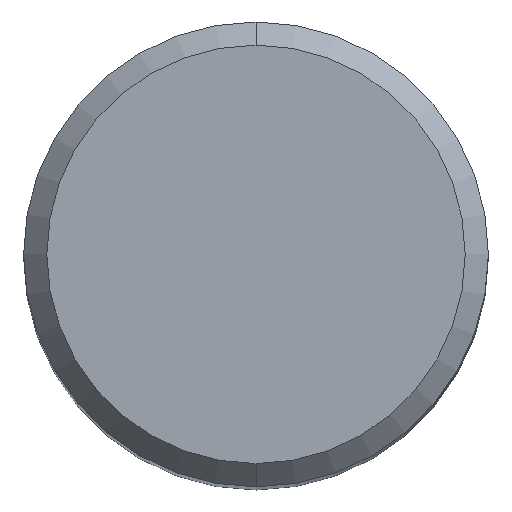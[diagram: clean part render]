
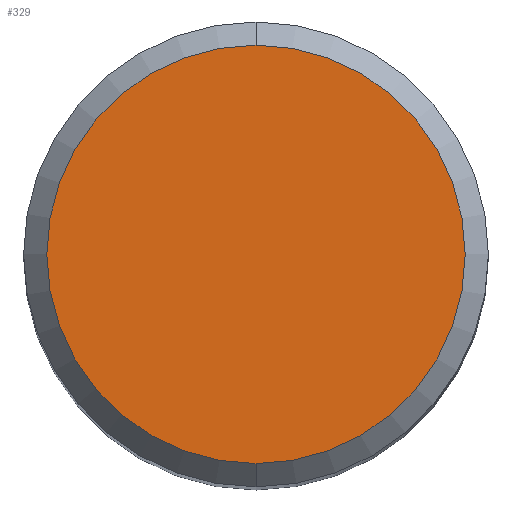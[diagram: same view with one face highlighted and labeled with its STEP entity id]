
A CAD part, top view. The second image highlights one B-rep face of the part: STEP entity #329.
In plain terms, the highlighted planar face has unit normal (0, 0, 1).
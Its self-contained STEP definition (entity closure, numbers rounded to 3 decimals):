
#191=EDGE_CURVE('',#307,#383,#487,.T.);
#307=VERTEX_POINT('',#612);
#323=EDGE_CURVE('',#383,#307,#629,.T.);
#329=ADVANCED_FACE('',(#635),#636,.T.);
#383=VERTEX_POINT('',#695);
#487=CIRCLE('',#828,4.5);
#612=CARTESIAN_POINT('',(0.0,4.5,0.0));
#629=CIRCLE('',#1103,4.5);
#635=FACE_OUTER_BOUND('',#1113,.T.);
#636=PLANE('',#1114);
#695=CARTESIAN_POINT('',(0.,-4.5,0.0));
#828=AXIS2_PLACEMENT_3D('',#1464,#1465,#1466);
#1103=AXIS2_PLACEMENT_3D('',#1611,#1612,#1613);
#1113=EDGE_LOOP('',(#1617,#1618));
#1114=AXIS2_PLACEMENT_3D('',#1619,#1620,#1621);
#1464=CARTESIAN_POINT('',(0.0,0.0,0.0));
#1465=DIRECTION('',(0.0,0.0,-1.0));
#1466=DIRECTION('',(0.0,1.0,0.0));
#1611=CARTESIAN_POINT('',(0.0,0.0,0.0));
#1612=DIRECTION('',(0.0,0.0,-1.0));
#1613=DIRECTION('',(0.0,1.0,0.0));
#1617=ORIENTED_EDGE('',*,*,#191,.F.);
#1618=ORIENTED_EDGE('',*,*,#323,.F.);
#1619=CARTESIAN_POINT('',(0.0,2.25,0.0));
#1620=DIRECTION('',(-0.0,0.0,1.0));
#1621=DIRECTION('',(0.0,-1.0,0.0));
